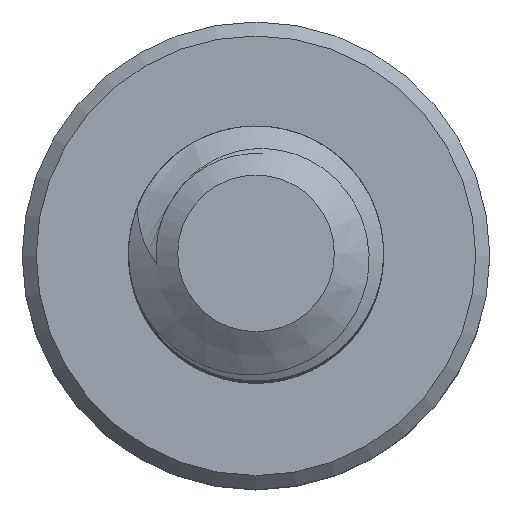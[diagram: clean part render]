
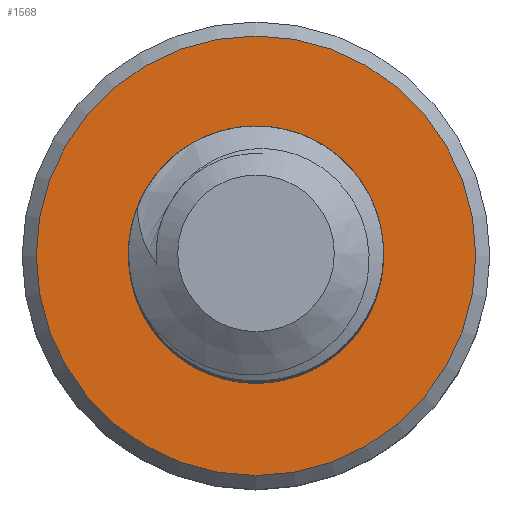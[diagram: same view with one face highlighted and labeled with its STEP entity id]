
A CAD part, top view. The second image highlights one B-rep face of the part: STEP entity #1568.
In plain terms, the highlighted planar face has unit normal (0, 0, 1).
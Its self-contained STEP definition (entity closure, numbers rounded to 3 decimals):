
#24=FACE_BOUND('',#210,.T.);
#27=PLANE('',#1689);
#121=FACE_OUTER_BOUND('',#209,.T.);
#209=EDGE_LOOP('',(#1385,#1386));
#210=EDGE_LOOP('',(#1387,#1388));
#223=CIRCLE('',#1595,1.5);
#224=CIRCLE('',#1596,1.5);
#231=CIRCLE('',#1666,2.585);
#232=CIRCLE('',#1667,2.585);
#548=VERTEX_POINT('',#2044);
#549=VERTEX_POINT('',#2046);
#680=VERTEX_POINT('',#6763);
#681=VERTEX_POINT('',#6765);
#707=EDGE_CURVE('',#548,#549,#223,.T.);
#708=EDGE_CURVE('',#549,#548,#224,.T.);
#902=EDGE_CURVE('',#681,#680,#231,.T.);
#903=EDGE_CURVE('',#680,#681,#232,.T.);
#1385=ORIENTED_EDGE('',*,*,#902,.T.);
#1386=ORIENTED_EDGE('',*,*,#903,.T.);
#1387=ORIENTED_EDGE('',*,*,#708,.F.);
#1388=ORIENTED_EDGE('',*,*,#707,.F.);
#1568=ADVANCED_FACE('',(#121,#24),#27,.F.);
#1595=AXIS2_PLACEMENT_3D('',#2047,#1712,#1713);
#1596=AXIS2_PLACEMENT_3D('',#2048,#1714,#1715);
#1666=AXIS2_PLACEMENT_3D('',#6766,#1916,#1917);
#1667=AXIS2_PLACEMENT_3D('',#6767,#1918,#1919);
#1689=AXIS2_PLACEMENT_3D('',#8589,#1965,#1966);
#1712=DIRECTION('center_axis',(0.,0.,1.));
#1713=DIRECTION('ref_axis',(1.,0.,0.));
#1714=DIRECTION('center_axis',(0.,0.,1.));
#1715=DIRECTION('ref_axis',(1.,0.,0.));
#1916=DIRECTION('center_axis',(0.,0.,1.));
#1917=DIRECTION('ref_axis',(-1.,0.,0.));
#1918=DIRECTION('center_axis',(0.,0.,1.));
#1919=DIRECTION('ref_axis',(-1.,0.,0.));
#1965=DIRECTION('center_axis',(0.,0.,-1.));
#1966=DIRECTION('ref_axis',(-1.,0.,0.));
#2044=CARTESIAN_POINT('',(-1.5,0.,-16.));
#2046=CARTESIAN_POINT('',(1.5,0.,-16.));
#2047=CARTESIAN_POINT('Origin',(0.,0.,-16.));
#2048=CARTESIAN_POINT('Origin',(0.,0.,-16.));
#6763=CARTESIAN_POINT('',(2.585,0.,-16.));
#6765=CARTESIAN_POINT('',(-2.585,0.,-16.));
#6766=CARTESIAN_POINT('Origin',(0.,0.,-16.));
#6767=CARTESIAN_POINT('Origin',(0.,0.,-16.));
#8589=CARTESIAN_POINT('Origin',(0.,0.,-16.));
